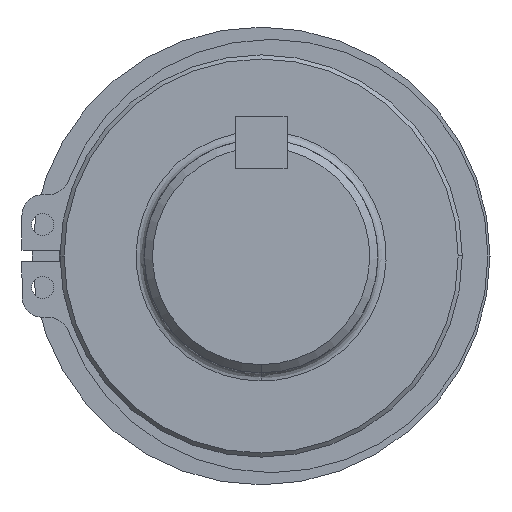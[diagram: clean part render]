
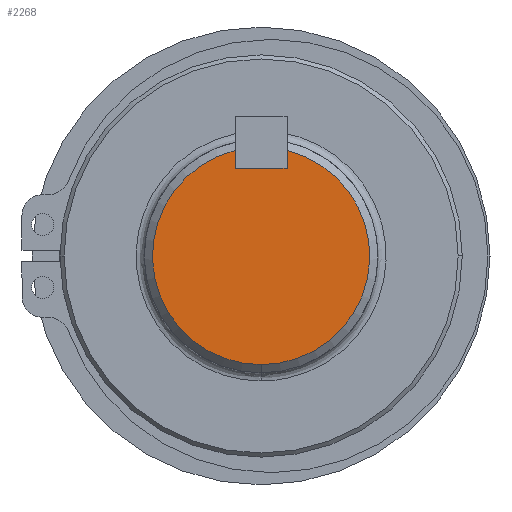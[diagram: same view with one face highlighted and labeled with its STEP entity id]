
A CAD part, left-side view. The second image highlights one B-rep face of the part: STEP entity #2268.
In plain terms, the highlighted planar face has unit normal (-1, 0, 0).
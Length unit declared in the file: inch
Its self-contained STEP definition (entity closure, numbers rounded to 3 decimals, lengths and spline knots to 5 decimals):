
#181 = DIRECTION ( 'NONE',  ( 0., 0., -1. ) ) ;
#266 = CARTESIAN_POINT ( 'NONE',  ( -6.38189, 0., 0. ) ) ;
#328 = CARTESIAN_POINT ( 'NONE',  ( -6.38189, 0., -0.52323 ) ) ;
#446 = ORIENTED_EDGE ( 'NONE', *, *, #1290, .F. ) ;
#485 = CARTESIAN_POINT ( 'NONE',  ( -6.38189, -0.125, 0.42323 ) ) ;
#488 = CARTESIAN_POINT ( 'NONE',  ( -6.38189, -0.125, 0.42323 ) ) ;
#600 = ORIENTED_EDGE ( 'NONE', *, *, #3867, .T. ) ;
#607 = DIRECTION ( 'NONE',  ( -1., 0., 0. ) ) ;
#865 = AXIS2_PLACEMENT_3D ( 'NONE', #2779, #2634, #3809 ) ;
#928 = PLANE ( 'NONE',  #1325 ) ;
#1072 = LINE ( 'NONE', #2287, #1385 ) ;
#1238 = DIRECTION ( 'NONE',  ( 0., -1., 0. ) ) ;
#1290 = EDGE_CURVE ( 'NONE', #3122, #3436, #3225, .T. ) ;
#1325 = AXIS2_PLACEMENT_3D ( 'NONE', #266, #607, #2445 ) ;
#1385 = VECTOR ( 'NONE', #3427, 39.37008 ) ;
#1497 = VECTOR ( 'NONE', #181, 39.37008 ) ;
#1622 = DIRECTION ( 'NONE',  ( 1., 0., 0. ) ) ;
#1696 = LINE ( 'NONE', #488, #1497 ) ;
#1806 = FACE_OUTER_BOUND ( 'NONE', #2600, .T. ) ;
#1810 = VERTEX_POINT ( 'NONE', #3069 ) ;
#1996 = EDGE_CURVE ( 'NONE', #2682, #1810, #1072, .T. ) ;
#2052 = ORIENTED_EDGE ( 'NONE', *, *, #1996, .F. ) ;
#2268 = ADVANCED_FACE ( 'NONE', ( #1806 ), #928, .T. ) ;
#2287 = CARTESIAN_POINT ( 'NONE',  ( -6.38189, 0.125, 0.42323 ) ) ;
#2445 = DIRECTION ( 'NONE',  ( 0., 0., 1. ) ) ;
#2600 = EDGE_LOOP ( 'NONE', ( #446, #600, #3310, #2052, #3240 ) ) ;
#2634 = DIRECTION ( 'NONE',  ( 1., 0., 0. ) ) ;
#2682 = VERTEX_POINT ( 'NONE', #3605 ) ;
#2706 = CARTESIAN_POINT ( 'NONE',  ( -6.38189, -0.125, 0.50808 ) ) ;
#2737 = VERTEX_POINT ( 'NONE', #485 ) ;
#2779 = CARTESIAN_POINT ( 'NONE',  ( -6.38189, 0., 0. ) ) ;
#2822 = CARTESIAN_POINT ( 'NONE',  ( -6.38189, 0., 0.42323 ) ) ;
#2846 = VECTOR ( 'NONE', #1238, 39.37008 ) ;
#3069 = CARTESIAN_POINT ( 'NONE',  ( -6.38189, 0.125, 0.42323 ) ) ;
#3122 = VERTEX_POINT ( 'NONE', #2706 ) ;
#3162 = AXIS2_PLACEMENT_3D ( 'NONE', #3716, #1622, #3419 ) ;
#3221 = CIRCLE ( 'NONE', #865, 0.52323 ) ;
#3225 = CIRCLE ( 'NONE', #3162, 0.52323 ) ;
#3240 = ORIENTED_EDGE ( 'NONE', *, *, #3741, .F. ) ;
#3310 = ORIENTED_EDGE ( 'NONE', *, *, #3705, .F. ) ;
#3419 = DIRECTION ( 'NONE',  ( 0., 0., -1. ) ) ;
#3427 = DIRECTION ( 'NONE',  ( 0., 0., -1. ) ) ;
#3436 = VERTEX_POINT ( 'NONE', #328 ) ;
#3605 = CARTESIAN_POINT ( 'NONE',  ( -6.38189, 0.125, 0.50808 ) ) ;
#3689 = LINE ( 'NONE', #2822, #2846 ) ;
#3705 = EDGE_CURVE ( 'NONE', #1810, #2737, #3689, .T. ) ;
#3716 = CARTESIAN_POINT ( 'NONE',  ( -6.38189, 0., 0. ) ) ;
#3741 = EDGE_CURVE ( 'NONE', #3436, #2682, #3221, .T. ) ;
#3809 = DIRECTION ( 'NONE',  ( 0., 0., -1. ) ) ;
#3867 = EDGE_CURVE ( 'NONE', #3122, #2737, #1696, .T. ) ;
